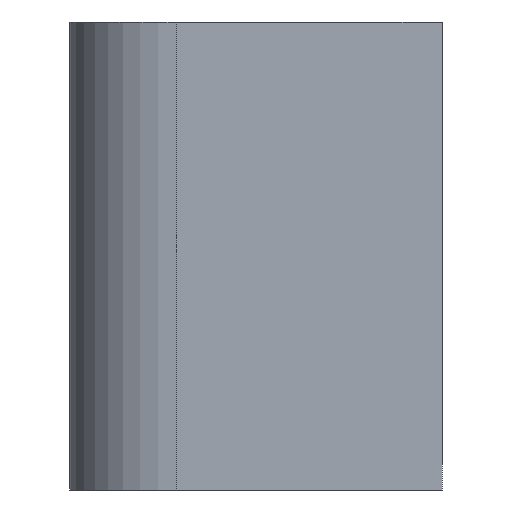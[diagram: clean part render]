
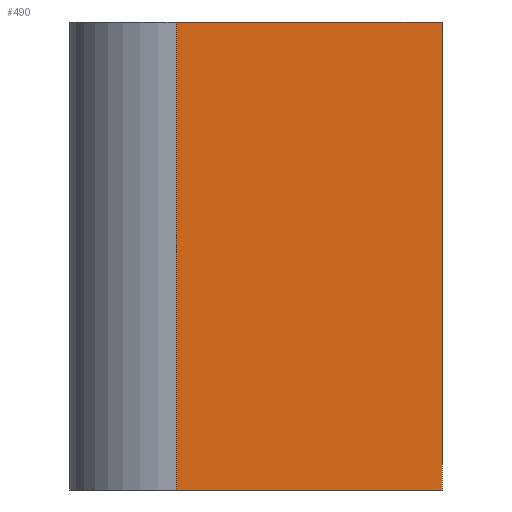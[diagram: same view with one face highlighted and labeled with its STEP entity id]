
A CAD part, front view. The second image highlights one B-rep face of the part: STEP entity #490.
In plain terms, the highlighted planar face has unit normal (0, -1, 0).
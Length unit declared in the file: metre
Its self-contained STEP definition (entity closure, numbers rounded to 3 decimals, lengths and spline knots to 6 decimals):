
#84=ORIENTED_EDGE('',*,*,#198,.F.);
#85=ORIENTED_EDGE('',*,*,#223,.T.);
#86=ORIENTED_EDGE('',*,*,#224,.T.);
#87=ORIENTED_EDGE('',*,*,#214,.F.);
#198=EDGE_CURVE('',#269,#270,#314,.T.);
#214=EDGE_CURVE('',#270,#284,#324,.T.);
#223=EDGE_CURVE('',#269,#290,#333,.T.);
#224=EDGE_CURVE('',#290,#284,#334,.T.);
#269=VERTEX_POINT('',#744);
#270=VERTEX_POINT('',#746);
#284=VERTEX_POINT('',#778);
#290=VERTEX_POINT('',#795);
#314=LINE('',#745,#368);
#324=LINE('',#777,#378);
#333=LINE('',#794,#387);
#334=LINE('',#796,#388);
#368=VECTOR('',#594,1.);
#378=VECTOR('',#620,1.);
#387=VECTOR('',#633,1.);
#388=VECTOR('',#634,1.);
#418=EDGE_LOOP('',(#84,#85,#86,#87));
#446=FACE_BOUND('',#418,.T.);
#472=PLANE('',#539);
#490=ADVANCED_FACE('',(#446),#472,.F.);
#539=AXIS2_PLACEMENT_3D('',#793,#631,#632);
#594=DIRECTION('',(1.,0.,0.));
#620=DIRECTION('',(0.,0.,-1.));
#631=DIRECTION('',(0.,1.,0.));
#632=DIRECTION('',(0.,0.,1.));
#633=DIRECTION('',(0.,0.,-1.));
#634=DIRECTION('',(1.,0.,0.));
#744=CARTESIAN_POINT('',(-0.005,-0.015,0.044));
#745=CARTESIAN_POINT('',(0.0025,-0.015,0.044));
#746=CARTESIAN_POINT('',(0.02,-0.015,0.044));
#777=CARTESIAN_POINT('',(0.02,-0.015,0.044));
#778=CARTESIAN_POINT('',(0.02,-0.015,0.));
#793=CARTESIAN_POINT('',(0.0025,-0.015,0.044));
#794=CARTESIAN_POINT('',(-0.005,-0.015,0.));
#795=CARTESIAN_POINT('',(-0.005,-0.015,0.));
#796=CARTESIAN_POINT('',(0.0025,-0.015,0.));
